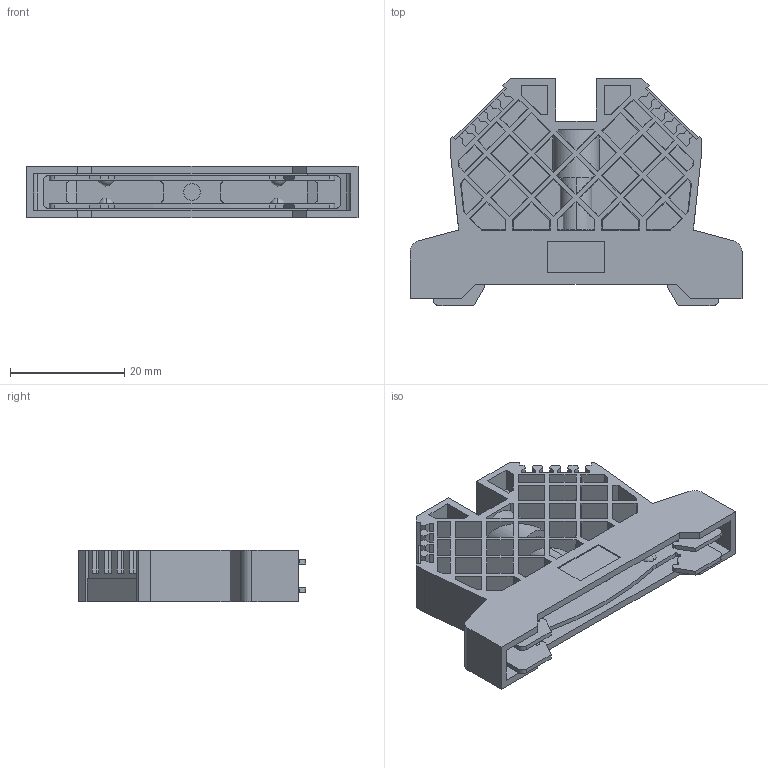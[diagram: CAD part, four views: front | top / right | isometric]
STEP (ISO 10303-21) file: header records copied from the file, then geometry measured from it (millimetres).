
FILE_DESCRIPTION (( 'STEP AP214' ), '1' );
FILE_NAME ('DN-EB35MN.STEP', '2018-05-01T13:42:57', ( '' ), ( '' ), 'SwSTEP 2.0', 'SolidWorks 2017', '' );
FILE_SCHEMA (( 'AUTOMOTIVE_DESIGN' ));
Length unit declared in the file: inch
Products named in the file (2): 20709; DN-EB35MN
Assembly tree (1 placements, depth 2):
  DN-EB35MN
    20709
Bounding box: 58 x 39.7 x 9 mm (x, y, z)
Volume: 6742.8 mm3; surface area: 12199.5 mm2
Topology: 2 solids, 2 shells, 653 faces, 1737 edges, 1152 vertices
Faces by surface type: plane 541, cylinder 90, sphere 12, torus 8, cone 2
Entity records: 28811 total; most frequent: CARTESIAN_POINT 4034, ORIENTED_EDGE 3458, DIRECTION 3135, EDGE_CURVE 1729, LINE 1469, VECTOR 1469, VERTEX_POINT 1148, AXIS2_PLACEMENT_3D 833
